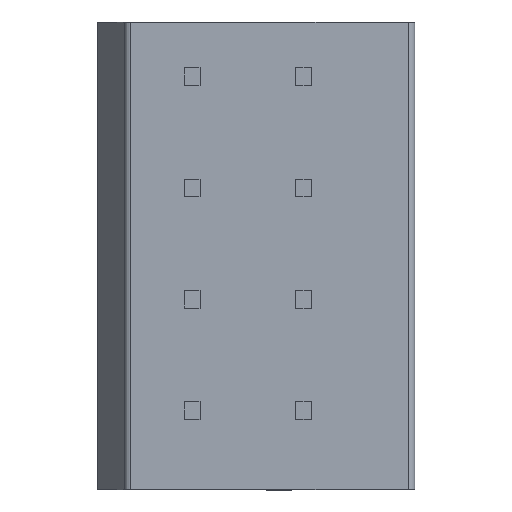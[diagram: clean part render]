
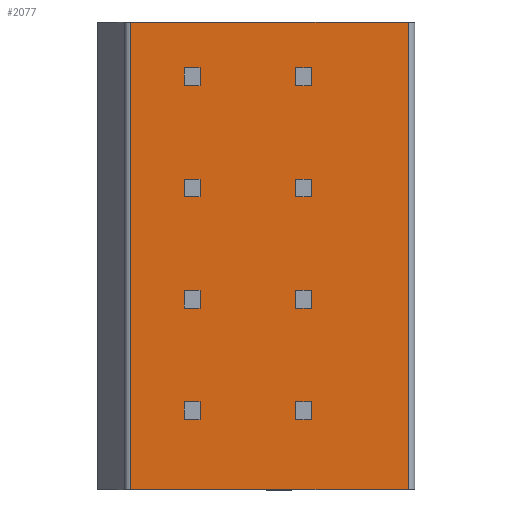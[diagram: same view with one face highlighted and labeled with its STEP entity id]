
A CAD part, top view. The second image highlights one B-rep face of the part: STEP entity #2077.
In plain terms, the highlighted planar face has unit normal (0, 0, 1).
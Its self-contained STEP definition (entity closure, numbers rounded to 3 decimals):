
#24=DIRECTION('',(1.,0.,0.));
#25=VECTOR('',#24,12.463);
#26=CARTESIAN_POINT('',(-5.613,17.46,6.5));
#27=LINE('',#26,#25);
#207=DIRECTION('',(0.,-1.,0.));
#208=VECTOR('',#207,21.);
#209=CARTESIAN_POINT('',(-5.613,17.46,6.5));
#210=LINE('',#209,#208);
#211=DIRECTION('',(0.,-1.,0.));
#212=VECTOR('',#211,21.);
#213=CARTESIAN_POINT('',(6.85,17.46,6.5));
#214=LINE('',#213,#212);
#215=DIRECTION('',(1.,0.,0.));
#216=VECTOR('',#215,0.7);
#217=CARTESIAN_POINT('',(1.8,-0.4,6.5));
#218=LINE('',#217,#216);
#219=DIRECTION('',(0.,1.,0.));
#220=VECTOR('',#219,0.8);
#221=CARTESIAN_POINT('',(2.5,-0.4,6.5));
#222=LINE('',#221,#220);
#223=DIRECTION('',(-1.,0.,0.));
#224=VECTOR('',#223,0.7);
#225=CARTESIAN_POINT('',(2.5,0.4,6.5));
#226=LINE('',#225,#224);
#227=DIRECTION('',(0.,-1.,0.));
#228=VECTOR('',#227,0.8);
#229=CARTESIAN_POINT('',(1.8,0.4,6.5));
#230=LINE('',#229,#228);
#231=DIRECTION('',(0.,1.,0.));
#232=VECTOR('',#231,0.8);
#233=CARTESIAN_POINT('',(-2.5,-0.4,6.5));
#234=LINE('',#233,#232);
#235=DIRECTION('',(-1.,0.,0.));
#236=VECTOR('',#235,0.7);
#237=CARTESIAN_POINT('',(-2.5,0.4,6.5));
#238=LINE('',#237,#236);
#239=DIRECTION('',(0.,-1.,0.));
#240=VECTOR('',#239,0.8);
#241=CARTESIAN_POINT('',(-3.2,0.4,6.5));
#242=LINE('',#241,#240);
#243=DIRECTION('',(1.,0.,0.));
#244=VECTOR('',#243,0.7);
#245=CARTESIAN_POINT('',(-3.2,-0.4,6.5));
#246=LINE('',#245,#244);
#247=DIRECTION('',(1.,0.,0.));
#248=VECTOR('',#247,0.7);
#249=CARTESIAN_POINT('',(1.8,4.6,6.5));
#250=LINE('',#249,#248);
#251=DIRECTION('',(0.,1.,0.));
#252=VECTOR('',#251,0.8);
#253=CARTESIAN_POINT('',(2.5,4.6,6.5));
#254=LINE('',#253,#252);
#255=DIRECTION('',(-1.,0.,0.));
#256=VECTOR('',#255,0.7);
#257=CARTESIAN_POINT('',(2.5,5.4,6.5));
#258=LINE('',#257,#256);
#259=DIRECTION('',(0.,-1.,0.));
#260=VECTOR('',#259,0.8);
#261=CARTESIAN_POINT('',(1.8,5.4,6.5));
#262=LINE('',#261,#260);
#263=DIRECTION('',(0.,1.,0.));
#264=VECTOR('',#263,0.8);
#265=CARTESIAN_POINT('',(-2.5,4.6,6.5));
#266=LINE('',#265,#264);
#267=DIRECTION('',(-1.,0.,0.));
#268=VECTOR('',#267,0.7);
#269=CARTESIAN_POINT('',(-2.5,5.4,6.5));
#270=LINE('',#269,#268);
#271=DIRECTION('',(0.,-1.,0.));
#272=VECTOR('',#271,0.8);
#273=CARTESIAN_POINT('',(-3.2,5.4,6.5));
#274=LINE('',#273,#272);
#275=DIRECTION('',(1.,0.,0.));
#276=VECTOR('',#275,0.7);
#277=CARTESIAN_POINT('',(-3.2,4.6,6.5));
#278=LINE('',#277,#276);
#279=DIRECTION('',(1.,0.,0.));
#280=VECTOR('',#279,0.7);
#281=CARTESIAN_POINT('',(1.8,9.6,6.5));
#282=LINE('',#281,#280);
#283=DIRECTION('',(0.,1.,0.));
#284=VECTOR('',#283,0.8);
#285=CARTESIAN_POINT('',(2.5,9.6,6.5));
#286=LINE('',#285,#284);
#287=DIRECTION('',(-1.,0.,0.));
#288=VECTOR('',#287,0.7);
#289=CARTESIAN_POINT('',(2.5,10.4,6.5));
#290=LINE('',#289,#288);
#291=DIRECTION('',(0.,-1.,0.));
#292=VECTOR('',#291,0.8);
#293=CARTESIAN_POINT('',(1.8,10.4,6.5));
#294=LINE('',#293,#292);
#295=DIRECTION('',(0.,1.,0.));
#296=VECTOR('',#295,0.8);
#297=CARTESIAN_POINT('',(-2.5,9.6,6.5));
#298=LINE('',#297,#296);
#299=DIRECTION('',(-1.,0.,0.));
#300=VECTOR('',#299,0.7);
#301=CARTESIAN_POINT('',(-2.5,10.4,6.5));
#302=LINE('',#301,#300);
#303=DIRECTION('',(0.,-1.,0.));
#304=VECTOR('',#303,0.8);
#305=CARTESIAN_POINT('',(-3.2,10.4,6.5));
#306=LINE('',#305,#304);
#307=DIRECTION('',(1.,0.,0.));
#308=VECTOR('',#307,0.7);
#309=CARTESIAN_POINT('',(-3.2,9.6,6.5));
#310=LINE('',#309,#308);
#311=DIRECTION('',(1.,0.,0.));
#312=VECTOR('',#311,0.7);
#313=CARTESIAN_POINT('',(1.8,14.6,6.5));
#314=LINE('',#313,#312);
#315=DIRECTION('',(0.,1.,0.));
#316=VECTOR('',#315,0.8);
#317=CARTESIAN_POINT('',(2.5,14.6,6.5));
#318=LINE('',#317,#316);
#319=DIRECTION('',(-1.,0.,0.));
#320=VECTOR('',#319,0.7);
#321=CARTESIAN_POINT('',(2.5,15.4,6.5));
#322=LINE('',#321,#320);
#323=DIRECTION('',(0.,-1.,0.));
#324=VECTOR('',#323,0.8);
#325=CARTESIAN_POINT('',(1.8,15.4,6.5));
#326=LINE('',#325,#324);
#327=DIRECTION('',(0.,1.,0.));
#328=VECTOR('',#327,0.8);
#329=CARTESIAN_POINT('',(-2.5,14.6,6.5));
#330=LINE('',#329,#328);
#331=DIRECTION('',(-1.,0.,0.));
#332=VECTOR('',#331,0.7);
#333=CARTESIAN_POINT('',(-2.5,15.4,6.5));
#334=LINE('',#333,#332);
#335=DIRECTION('',(0.,-1.,0.));
#336=VECTOR('',#335,0.8);
#337=CARTESIAN_POINT('',(-3.2,15.4,6.5));
#338=LINE('',#337,#336);
#339=DIRECTION('',(1.,0.,0.));
#340=VECTOR('',#339,0.7);
#341=CARTESIAN_POINT('',(-3.2,14.6,6.5));
#342=LINE('',#341,#340);
#455=DIRECTION('',(-1.,0.,0.));
#456=VECTOR('',#455,12.463);
#457=CARTESIAN_POINT('',(6.85,-3.54,6.5));
#458=LINE('',#457,#456);
#1357=CARTESIAN_POINT('',(6.85,17.46,6.5));
#1359=VERTEX_POINT('',#1357);
#1362=CARTESIAN_POINT('',(-5.613,17.46,6.5));
#1364=VERTEX_POINT('',#1362);
#1375=CARTESIAN_POINT('',(6.85,-3.54,6.5));
#1376=VERTEX_POINT('',#1375);
#1377=CARTESIAN_POINT('',(-5.613,-3.54,6.5));
#1378=VERTEX_POINT('',#1377);
#1469=CARTESIAN_POINT('',(1.8,-0.4,6.5));
#1470=CARTESIAN_POINT('',(2.5,-0.4,6.5));
#1471=VERTEX_POINT('',#1469);
#1472=VERTEX_POINT('',#1470);
#1473=CARTESIAN_POINT('',(2.5,0.4,6.5));
#1474=VERTEX_POINT('',#1473);
#1475=CARTESIAN_POINT('',(1.8,0.4,6.5));
#1476=VERTEX_POINT('',#1475);
#1477=CARTESIAN_POINT('',(-2.5,-0.4,6.5));
#1478=CARTESIAN_POINT('',(-2.5,0.4,6.5));
#1479=VERTEX_POINT('',#1477);
#1480=VERTEX_POINT('',#1478);
#1481=CARTESIAN_POINT('',(-3.2,0.4,6.5));
#1482=VERTEX_POINT('',#1481);
#1483=CARTESIAN_POINT('',(-3.2,-0.4,6.5));
#1484=VERTEX_POINT('',#1483);
#1693=CARTESIAN_POINT('',(1.8,4.6,6.5));
#1694=CARTESIAN_POINT('',(2.5,4.6,6.5));
#1695=VERTEX_POINT('',#1693);
#1696=VERTEX_POINT('',#1694);
#1697=CARTESIAN_POINT('',(2.5,5.4,6.5));
#1698=VERTEX_POINT('',#1697);
#1699=CARTESIAN_POINT('',(1.8,5.4,6.5));
#1700=VERTEX_POINT('',#1699);
#1701=CARTESIAN_POINT('',(-2.5,4.6,6.5));
#1702=CARTESIAN_POINT('',(-2.5,5.4,6.5));
#1703=VERTEX_POINT('',#1701);
#1704=VERTEX_POINT('',#1702);
#1705=CARTESIAN_POINT('',(-3.2,5.4,6.5));
#1706=VERTEX_POINT('',#1705);
#1707=CARTESIAN_POINT('',(-3.2,4.6,6.5));
#1708=VERTEX_POINT('',#1707);
#1725=CARTESIAN_POINT('',(1.8,9.6,6.5));
#1726=CARTESIAN_POINT('',(2.5,9.6,6.5));
#1727=VERTEX_POINT('',#1725);
#1728=VERTEX_POINT('',#1726);
#1729=CARTESIAN_POINT('',(2.5,10.4,6.5));
#1730=VERTEX_POINT('',#1729);
#1731=CARTESIAN_POINT('',(1.8,10.4,6.5));
#1732=VERTEX_POINT('',#1731);
#1733=CARTESIAN_POINT('',(-2.5,9.6,6.5));
#1734=CARTESIAN_POINT('',(-2.5,10.4,6.5));
#1735=VERTEX_POINT('',#1733);
#1736=VERTEX_POINT('',#1734);
#1737=CARTESIAN_POINT('',(-3.2,10.4,6.5));
#1738=VERTEX_POINT('',#1737);
#1739=CARTESIAN_POINT('',(-3.2,9.6,6.5));
#1740=VERTEX_POINT('',#1739);
#1757=CARTESIAN_POINT('',(1.8,14.6,6.5));
#1758=CARTESIAN_POINT('',(2.5,14.6,6.5));
#1759=VERTEX_POINT('',#1757);
#1760=VERTEX_POINT('',#1758);
#1761=CARTESIAN_POINT('',(2.5,15.4,6.5));
#1762=VERTEX_POINT('',#1761);
#1763=CARTESIAN_POINT('',(1.8,15.4,6.5));
#1764=VERTEX_POINT('',#1763);
#1765=CARTESIAN_POINT('',(-2.5,14.6,6.5));
#1766=CARTESIAN_POINT('',(-2.5,15.4,6.5));
#1767=VERTEX_POINT('',#1765);
#1768=VERTEX_POINT('',#1766);
#1769=CARTESIAN_POINT('',(-3.2,15.4,6.5));
#1770=VERTEX_POINT('',#1769);
#1771=CARTESIAN_POINT('',(-3.2,14.6,6.5));
#1772=VERTEX_POINT('',#1771);
#1984=CARTESIAN_POINT('',(-5.85,-2.54,6.5));
#1985=DIRECTION('',(0.,0.,1.));
#1986=DIRECTION('',(1.,0.,0.));
#1987=AXIS2_PLACEMENT_3D('',#1984,#1985,#1986);
#1988=PLANE('',#1987);
#1990=ORIENTED_EDGE('',*,*,#1989,.T.);
#1992=ORIENTED_EDGE('',*,*,#1991,.T.);
#1993=ORIENTED_EDGE('',*,*,#1975,.F.);
#1994=ORIENTED_EDGE('',*,*,#1788,.T.);
#1995=EDGE_LOOP('',(#1990,#1992,#1993,#1994));
#1996=FACE_OUTER_BOUND('',#1995,.F.);
#1998=ORIENTED_EDGE('',*,*,#1997,.T.);
#2000=ORIENTED_EDGE('',*,*,#1999,.T.);
#2002=ORIENTED_EDGE('',*,*,#2001,.T.);
#2004=ORIENTED_EDGE('',*,*,#2003,.T.);
#2005=EDGE_LOOP('',(#1998,#2000,#2002,#2004));
#2006=FACE_BOUND('',#2005,.F.);
#2008=ORIENTED_EDGE('',*,*,#2007,.T.);
#2010=ORIENTED_EDGE('',*,*,#2009,.T.);
#2012=ORIENTED_EDGE('',*,*,#2011,.T.);
#2014=ORIENTED_EDGE('',*,*,#2013,.T.);
#2015=EDGE_LOOP('',(#2008,#2010,#2012,#2014));
#2016=FACE_BOUND('',#2015,.F.);
#2018=ORIENTED_EDGE('',*,*,#2017,.T.);
#2020=ORIENTED_EDGE('',*,*,#2019,.T.);
#2022=ORIENTED_EDGE('',*,*,#2021,.T.);
#2024=ORIENTED_EDGE('',*,*,#2023,.T.);
#2025=EDGE_LOOP('',(#2018,#2020,#2022,#2024));
#2026=FACE_BOUND('',#2025,.F.);
#2028=ORIENTED_EDGE('',*,*,#2027,.T.);
#2030=ORIENTED_EDGE('',*,*,#2029,.T.);
#2032=ORIENTED_EDGE('',*,*,#2031,.T.);
#2034=ORIENTED_EDGE('',*,*,#2033,.T.);
#2035=EDGE_LOOP('',(#2028,#2030,#2032,#2034));
#2036=FACE_BOUND('',#2035,.F.);
#2038=ORIENTED_EDGE('',*,*,#2037,.T.);
#2040=ORIENTED_EDGE('',*,*,#2039,.T.);
#2042=ORIENTED_EDGE('',*,*,#2041,.T.);
#2044=ORIENTED_EDGE('',*,*,#2043,.T.);
#2045=EDGE_LOOP('',(#2038,#2040,#2042,#2044));
#2046=FACE_BOUND('',#2045,.F.);
#2048=ORIENTED_EDGE('',*,*,#2047,.T.);
#2050=ORIENTED_EDGE('',*,*,#2049,.T.);
#2052=ORIENTED_EDGE('',*,*,#2051,.T.);
#2054=ORIENTED_EDGE('',*,*,#2053,.T.);
#2055=EDGE_LOOP('',(#2048,#2050,#2052,#2054));
#2056=FACE_BOUND('',#2055,.F.);
#2058=ORIENTED_EDGE('',*,*,#2057,.T.);
#2060=ORIENTED_EDGE('',*,*,#2059,.T.);
#2062=ORIENTED_EDGE('',*,*,#2061,.T.);
#2064=ORIENTED_EDGE('',*,*,#2063,.T.);
#2065=EDGE_LOOP('',(#2058,#2060,#2062,#2064));
#2066=FACE_BOUND('',#2065,.F.);
#2068=ORIENTED_EDGE('',*,*,#2067,.T.);
#2070=ORIENTED_EDGE('',*,*,#2069,.T.);
#2072=ORIENTED_EDGE('',*,*,#2071,.T.);
#2074=ORIENTED_EDGE('',*,*,#2073,.T.);
#2075=EDGE_LOOP('',(#2068,#2070,#2072,#2074));
#2076=FACE_BOUND('',#2075,.F.);
#2077=ADVANCED_FACE('',(#1996,#2006,#2016,#2026,#2036,#2046,#2056,#2066,#2076),
#1988,.T.);
#1788=EDGE_CURVE('',#1364,#1359,#27,.T.);
#1975=EDGE_CURVE('',#1364,#1378,#210,.T.);
#1989=EDGE_CURVE('',#1359,#1376,#214,.T.);
#1991=EDGE_CURVE('',#1376,#1378,#458,.T.);
#1997=EDGE_CURVE('',#1471,#1472,#218,.T.);
#1999=EDGE_CURVE('',#1472,#1474,#222,.T.);
#2001=EDGE_CURVE('',#1474,#1476,#226,.T.);
#2003=EDGE_CURVE('',#1476,#1471,#230,.T.);
#2007=EDGE_CURVE('',#1479,#1480,#234,.T.);
#2009=EDGE_CURVE('',#1480,#1482,#238,.T.);
#2011=EDGE_CURVE('',#1482,#1484,#242,.T.);
#2013=EDGE_CURVE('',#1484,#1479,#246,.T.);
#2017=EDGE_CURVE('',#1695,#1696,#250,.T.);
#2019=EDGE_CURVE('',#1696,#1698,#254,.T.);
#2021=EDGE_CURVE('',#1698,#1700,#258,.T.);
#2023=EDGE_CURVE('',#1700,#1695,#262,.T.);
#2027=EDGE_CURVE('',#1703,#1704,#266,.T.);
#2029=EDGE_CURVE('',#1704,#1706,#270,.T.);
#2031=EDGE_CURVE('',#1706,#1708,#274,.T.);
#2033=EDGE_CURVE('',#1708,#1703,#278,.T.);
#2037=EDGE_CURVE('',#1727,#1728,#282,.T.);
#2039=EDGE_CURVE('',#1728,#1730,#286,.T.);
#2041=EDGE_CURVE('',#1730,#1732,#290,.T.);
#2043=EDGE_CURVE('',#1732,#1727,#294,.T.);
#2047=EDGE_CURVE('',#1735,#1736,#298,.T.);
#2049=EDGE_CURVE('',#1736,#1738,#302,.T.);
#2051=EDGE_CURVE('',#1738,#1740,#306,.T.);
#2053=EDGE_CURVE('',#1740,#1735,#310,.T.);
#2057=EDGE_CURVE('',#1759,#1760,#314,.T.);
#2059=EDGE_CURVE('',#1760,#1762,#318,.T.);
#2061=EDGE_CURVE('',#1762,#1764,#322,.T.);
#2063=EDGE_CURVE('',#1764,#1759,#326,.T.);
#2067=EDGE_CURVE('',#1767,#1768,#330,.T.);
#2069=EDGE_CURVE('',#1768,#1770,#334,.T.);
#2071=EDGE_CURVE('',#1770,#1772,#338,.T.);
#2073=EDGE_CURVE('',#1772,#1767,#342,.T.);
